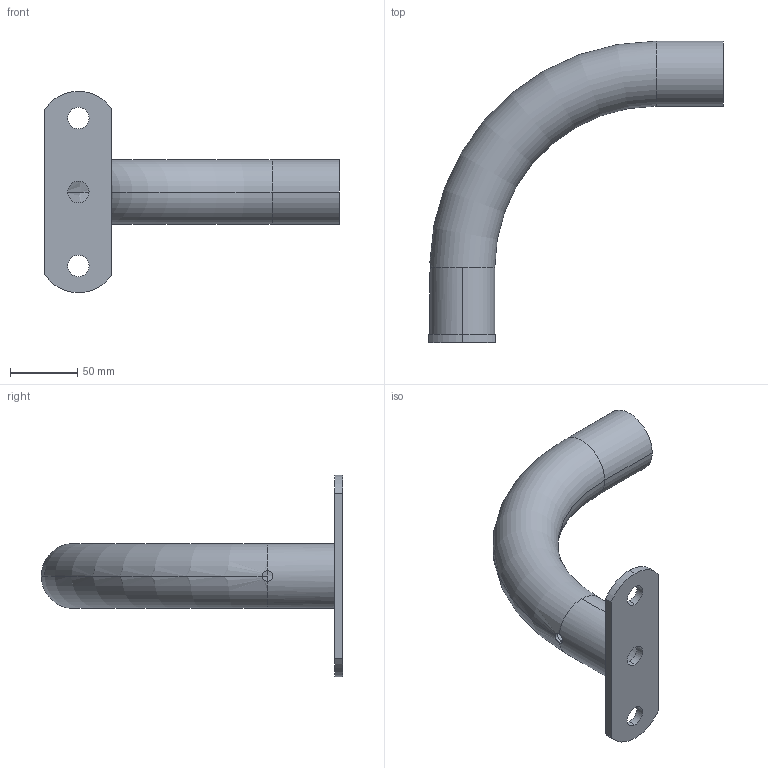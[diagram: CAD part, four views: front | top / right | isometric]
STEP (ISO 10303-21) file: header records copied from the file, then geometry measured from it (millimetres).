
FILE_DESCRIPTION (( 'STEP AP203' ), '1' );
FILE_NAME ('0529111000.STEP', '2024-05-28T11:05:01', ( '' ), ( '' ), 'SwSTEP 2.0', 'SolidWorks 2022', '' );
FILE_SCHEMA (( 'CONFIG_CONTROL_DESIGN' ));
Length unit declared in the file: metre
Products named in the file (1): 0529111000
Bounding box: 219.15 x 224.3 x 150 mm (x, y, z)
Volume: 156289.9 mm3; surface area: 110709 mm2
Topology: 2 solids, 2 shells, 29 faces, 73 edges, 46 vertices
Faces by surface type: cylinder 19, plane 6, torus 4
Entity records: 1102 total; most frequent: CARTESIAN_POINT 283, DIRECTION 169, ORIENTED_EDGE 146, EDGE_CURVE 73, AXIS2_PLACEMENT_3D 72, VERTEX_POINT 46, CIRCLE 42, EDGE_LOOP 37
